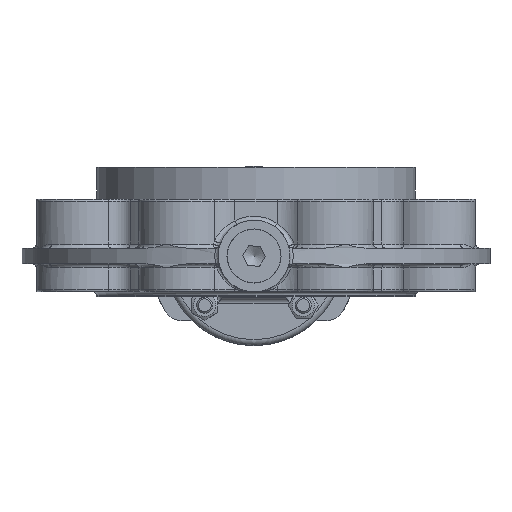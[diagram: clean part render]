
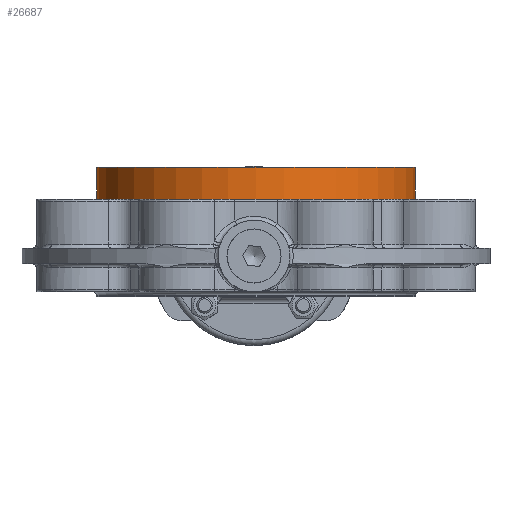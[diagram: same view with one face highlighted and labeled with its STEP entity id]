
A CAD part, front view. The second image highlights one B-rep face of the part: STEP entity #26687.
In plain terms, the highlighted cylindrical face has radius 80 mm (diameter 160 mm), a full revolution.
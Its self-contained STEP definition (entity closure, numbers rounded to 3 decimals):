
#1788=FACE_BOUND('',#9072,.T.);
#2629=CIRCLE('',#28841,80.);
#2644=CIRCLE('',#28871,80.);
#3696=CYLINDRICAL_SURFACE('',#28870,80.);
#7168=FACE_OUTER_BOUND('',#9071,.T.);
#9071=EDGE_LOOP('',(#19674));
#9072=EDGE_LOOP('',(#19675));
#11506=VERTEX_POINT('',#77479);
#11520=VERTEX_POINT('',#77529);
#14446=EDGE_CURVE('',#11506,#11506,#2629,.T.);
#14468=EDGE_CURVE('',#11520,#11520,#2644,.T.);
#19674=ORIENTED_EDGE('',*,*,#14446,.T.);
#19675=ORIENTED_EDGE('',*,*,#14468,.F.);
#26687=ADVANCED_FACE('',(#7168,#1788),#3696,.T.);
#28841=AXIS2_PLACEMENT_3D('',#77480,#33605,#33606);
#28870=AXIS2_PLACEMENT_3D('',#77528,#33669,#33670);
#28871=AXIS2_PLACEMENT_3D('',#77530,#33671,#33672);
#33605=DIRECTION('center_axis',(0.,0.,-1.));
#33606=DIRECTION('ref_axis',(-1.,0.,0.));
#33669=DIRECTION('center_axis',(0.,0.,1.));
#33670=DIRECTION('ref_axis',(-1.,0.,0.));
#33671=DIRECTION('center_axis',(0.,0.,-1.));
#33672=DIRECTION('ref_axis',(-1.,0.,0.));
#77479=CARTESIAN_POINT('',(80.,0.,44.5));
#77480=CARTESIAN_POINT('Origin',(0.,0.,44.5));
#77528=CARTESIAN_POINT('Origin',(0.,0.,28.5));
#77529=CARTESIAN_POINT('',(80.,0.,28.5));
#77530=CARTESIAN_POINT('Origin',(0.,0.,28.5));
